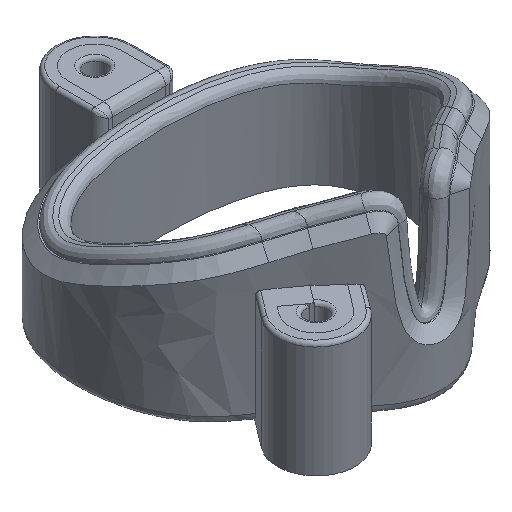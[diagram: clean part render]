
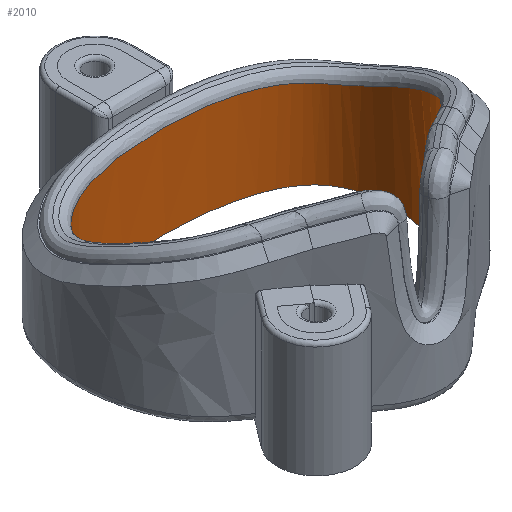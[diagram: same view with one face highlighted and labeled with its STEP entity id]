
A CAD part, isometric view. The second image highlights one B-rep face of the part: STEP entity #2010.
In plain terms, the highlighted free-form (B-spline) face has degree [3, 1] with [19, 2] control points.
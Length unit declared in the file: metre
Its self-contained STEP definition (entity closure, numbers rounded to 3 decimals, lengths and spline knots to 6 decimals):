
#204=B_SPLINE_CURVE_WITH_KNOTS('',3,(#3784,#3785,#3786,#3787,#3788,#3789,
#3790,#3791,#3792,#3793,#3794,#3795,#3796,#3797,#3798,#3799,#3800,#3801,
#3802,#3803,#3804,#3805,#3806,#3807,#3808,#3809,#3810,#3811,#3812,#3813),
 .UNSPECIFIED.,.F.,.F.,(4,1,1,1,1,1,1,1,1,1,1,1,1,1,1,1,1,1,1,1,1,1,1,1,
1,1,1,4),(0.,0.002162,0.004323,0.006485,
0.008646,0.01297,0.015131,0.017293,
0.019455,0.021616,0.023778,0.025939,
0.030263,0.034586,0.038909,0.043232,
0.045394,0.047556,0.049717,0.051879,
0.05404,0.056202,0.058364,0.060525,
0.062687,0.064849,0.06701,0.069172),
 .UNSPECIFIED.);
#205=B_SPLINE_CURVE_WITH_KNOTS('',3,(#3817,#3818,#3819,#3820,#3821,#3822,
#3823,#3824,#3825,#3826,#3827,#3828,#3829),.UNSPECIFIED.,.T.,.F.,(1,3,1,
1,1,1,1,1,1,1,1,3,1),(-0.123861,0.,0.123861,0.216091,
0.308321,0.401805,0.5,0.598195,0.691679,
0.783909,0.876139,1.,1.123861),.UNSPECIFIED.);
#452=ORIENTED_EDGE('',*,*,#1017,.F.);
#453=ORIENTED_EDGE('',*,*,#1018,.T.);
#454=ORIENTED_EDGE('',*,*,#1019,.T.);
#455=ORIENTED_EDGE('',*,*,#1020,.F.);
#1017=EDGE_CURVE('',#1308,#1309,#1481,.T.);
#1018=EDGE_CURVE('',#1308,#1310,#204,.T.);
#1019=EDGE_CURVE('',#1310,#1311,#1482,.T.);
#1020=EDGE_CURVE('',#1309,#1311,#205,.T.);
#1308=VERTEX_POINT('',#3782);
#1309=VERTEX_POINT('',#3783);
#1310=VERTEX_POINT('',#3814);
#1311=VERTEX_POINT('',#3816);
#1481=LINE('',#3781,#1596);
#1482=LINE('',#3815,#1597);
#1596=VECTOR('',#2351,1.);
#1597=VECTOR('',#2352,1.);
#1717=EDGE_LOOP('',(#452,#453,#454,#455));
#1847=FACE_BOUND('',#1717,.T.);
#1954=B_SPLINE_SURFACE_WITH_KNOTS('',3,1,((#3743,#3744),(#3745,#3746),(#3747,
#3748),(#3749,#3750),(#3751,#3752),(#3753,#3754),(#3755,#3756),(#3757,#3758),
(#3759,#3760),(#3761,#3762),(#3763,#3764),(#3765,#3766),(#3767,#3768),(#3769,
#3770),(#3771,#3772),(#3773,#3774),(#3775,#3776),(#3777,#3778),(#3779,#3780)),
 .SURF_OF_LINEAR_EXTRUSION.,.F.,.F.,.F.,(4,1,1,1,1,1,1,1,1,1,1,1,1,1,1,
1,4),(2,2),(0.657308,0.700145,0.742981,0.785818,
0.828654,0.871491,0.914327,0.957164,
1.,1.042836,1.085673,1.128509,1.171346,
1.214182,1.257019,1.299855,1.342692),(0.,
1.),.UNSPECIFIED.);
#2010=ADVANCED_FACE('',(#1847),#1954,.T.);
#2351=DIRECTION('',(0.,0.,-1.));
#2352=DIRECTION('',(0.,0.,-1.));
#3743=CARTESIAN_POINT('',(0.0115,-0.006765,0.016366));
#3744=CARTESIAN_POINT('',(0.0115,-0.006765,0.));
#3745=CARTESIAN_POINT('',(0.012454,-0.006089,0.016366));
#3746=CARTESIAN_POINT('',(0.012454,-0.006089,0.));
#3747=CARTESIAN_POINT('',(0.01414,-0.004607,0.016366));
#3748=CARTESIAN_POINT('',(0.01414,-0.004607,0.));
#3749=CARTESIAN_POINT('',(0.015604,-0.001256,0.016366));
#3750=CARTESIAN_POINT('',(0.015604,-0.001256,0.));
#3751=CARTESIAN_POINT('',(0.016149,0.002574,0.016366));
#3752=CARTESIAN_POINT('',(0.016149,0.002574,0.));
#3753=CARTESIAN_POINT('',(0.015837,0.006383,0.016366));
#3754=CARTESIAN_POINT('',(0.015837,0.006383,0.));
#3755=CARTESIAN_POINT('',(0.014166,0.009649,0.016366));
#3756=CARTESIAN_POINT('',(0.014166,0.009649,0.));
#3757=CARTESIAN_POINT('',(0.010568,0.011812,0.016366));
#3758=CARTESIAN_POINT('',(0.010568,0.011812,0.));
#3759=CARTESIAN_POINT('',(0.005616,0.012976,0.016366));
#3760=CARTESIAN_POINT('',(0.005616,0.012976,0.));
#3761=CARTESIAN_POINT('',(0.,0.013312,0.016366));
#3762=CARTESIAN_POINT('',(0.,0.013312,0.));
#3763=CARTESIAN_POINT('',(-0.005616,0.012976,0.016366));
#3764=CARTESIAN_POINT('',(-0.005616,0.012976,0.));
#3765=CARTESIAN_POINT('',(-0.010568,0.011812,0.016366));
#3766=CARTESIAN_POINT('',(-0.010568,0.011812,0.));
#3767=CARTESIAN_POINT('',(-0.014166,0.009649,0.016366));
#3768=CARTESIAN_POINT('',(-0.014166,0.009649,0.));
#3769=CARTESIAN_POINT('',(-0.015837,0.006383,0.016366));
#3770=CARTESIAN_POINT('',(-0.015837,0.006383,0.));
#3771=CARTESIAN_POINT('',(-0.016149,0.002574,0.016366));
#3772=CARTESIAN_POINT('',(-0.016149,0.002574,0.));
#3773=CARTESIAN_POINT('',(-0.015604,-0.001256,0.016366));
#3774=CARTESIAN_POINT('',(-0.015604,-0.001256,0.));
#3775=CARTESIAN_POINT('',(-0.01414,-0.004607,0.016366));
#3776=CARTESIAN_POINT('',(-0.01414,-0.004607,0.));
#3777=CARTESIAN_POINT('',(-0.012454,-0.006089,0.016366));
#3778=CARTESIAN_POINT('',(-0.012454,-0.006089,0.));
#3779=CARTESIAN_POINT('',(-0.0115,-0.006765,0.016366));
#3780=CARTESIAN_POINT('',(-0.0115,-0.006765,0.));
#3781=CARTESIAN_POINT('',(0.0115,-0.006765,0.022));
#3782=CARTESIAN_POINT('',(0.0115,-0.006765,0.016269));
#3783=CARTESIAN_POINT('',(0.0115,-0.006765,0.));
#3784=CARTESIAN_POINT('',(0.0115,-0.006765,0.016269));
#3785=CARTESIAN_POINT('',(0.012072,-0.006359,0.016095));
#3786=CARTESIAN_POINT('',(0.013178,-0.005489,0.01571));
#3787=CARTESIAN_POINT('',(0.014394,-0.00389,0.014964));
#3788=CARTESIAN_POINT('',(0.015222,-0.002066,0.014136));
#3789=CARTESIAN_POINT('',(0.015896,0.000428,0.012995));
#3790=CARTESIAN_POINT('',(0.016109,0.002994,0.01174));
#3791=CARTESIAN_POINT('',(0.015847,0.005586,0.010593));
#3792=CARTESIAN_POINT('',(0.015245,0.007577,0.009961));
#3793=CARTESIAN_POINT('',(0.014059,0.009411,0.009885));
#3794=CARTESIAN_POINT('',(0.012361,0.010745,0.010067));
#3795=CARTESIAN_POINT('',(0.010443,0.01166,0.010213));
#3796=CARTESIAN_POINT('',(0.007716,0.012518,0.010359));
#3797=CARTESIAN_POINT('',(0.004188,0.013079,0.01045));
#3798=CARTESIAN_POINT('',(-0.000035,0.013263,0.010479));
#3799=CARTESIAN_POINT('',(-0.004291,0.01307,0.010449));
#3800=CARTESIAN_POINT('',(-0.007799,0.012498,0.010355));
#3801=CARTESIAN_POINT('',(-0.010504,0.011637,0.010209));
#3802=CARTESIAN_POINT('',(-0.012435,0.010703,0.01006));
#3803=CARTESIAN_POINT('',(-0.014118,0.009346,0.00988));
#3804=CARTESIAN_POINT('',(-0.015279,0.007499,0.009976));
#3805=CARTESIAN_POINT('',(-0.01586,0.005506,0.010626));
#3806=CARTESIAN_POINT('',(-0.016047,0.003583,0.01148));
#3807=CARTESIAN_POINT('',(-0.015989,0.001666,0.012392));
#3808=CARTESIAN_POINT('',(-0.01572,-0.000247,0.013303));
#3809=CARTESIAN_POINT('',(-0.015206,-0.002108,0.014156));
#3810=CARTESIAN_POINT('',(-0.014378,-0.003917,0.014976));
#3811=CARTESIAN_POINT('',(-0.013164,-0.0055,0.015716));
#3812=CARTESIAN_POINT('',(-0.012068,-0.006363,0.016097));
#3813=CARTESIAN_POINT('',(-0.0115,-0.006765,0.016269));
#3814=CARTESIAN_POINT('',(-0.0115,-0.006765,0.016269));
#3815=CARTESIAN_POINT('',(-0.0115,-0.006765,0.022));
#3816=CARTESIAN_POINT('',(-0.0115,-0.006765,0.));
#3817=CARTESIAN_POINT('',(0.,0.0132,0.));
#3818=CARTESIAN_POINT('',(-0.005413,0.0132,0.));
#3819=CARTESIAN_POINT('',(-0.014857,0.011568,0.));
#3820=CARTESIAN_POINT('',(-0.01665,0.002402,0.));
#3821=CARTESIAN_POINT('',(-0.014348,-0.005872,0.));
#3822=CARTESIAN_POINT('',(-0.006984,-0.008869,0.));
#3823=CARTESIAN_POINT('',(0.,-0.017838,0.));
#3824=CARTESIAN_POINT('',(0.006984,-0.008869,0.));
#3825=CARTESIAN_POINT('',(0.014348,-0.005872,0.));
#3826=CARTESIAN_POINT('',(0.01665,0.002402,0.));
#3827=CARTESIAN_POINT('',(0.014857,0.011568,0.));
#3828=CARTESIAN_POINT('',(0.005413,0.0132,0.));
#3829=CARTESIAN_POINT('',(0.,0.0132,0.));
